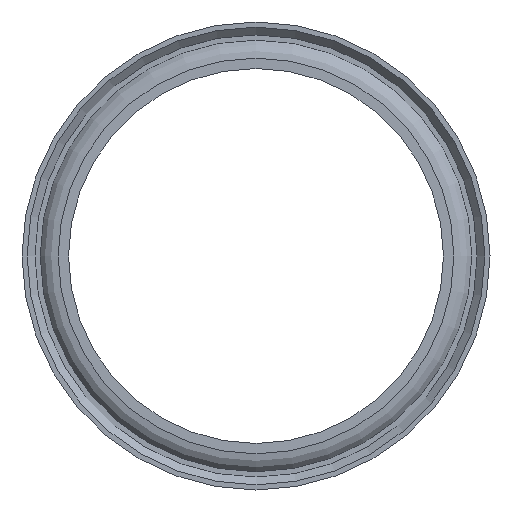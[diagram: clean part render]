
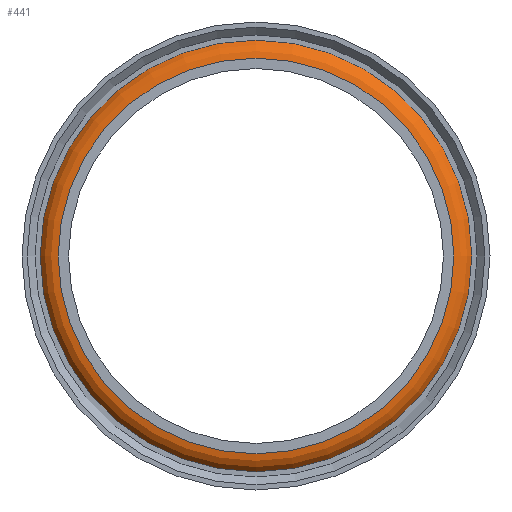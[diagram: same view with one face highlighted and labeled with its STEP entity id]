
A CAD part, front view. The second image highlights one B-rep face of the part: STEP entity #441.
In plain terms, the highlighted toroidal (fillet/blend) face has major radius 765 mm and minor radius 80 mm.
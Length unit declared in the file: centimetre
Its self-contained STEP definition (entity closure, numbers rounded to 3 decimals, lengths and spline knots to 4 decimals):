
#95=TOROIDAL_SURFACE('',#490,76.5,8.);
#121=FACE_OUTER_BOUND('',#152,.T.);
#152=EDGE_LOOP('',(#364,#365,#366,#367));
#185=CIRCLE('',#489,83.4282);
#186=CIRCLE('',#491,76.5);
#187=CIRCLE('',#492,8.);
#234=VERTEX_POINT('',#784);
#235=VERTEX_POINT('',#787);
#280=EDGE_CURVE('',#234,#234,#185,.T.);
#281=EDGE_CURVE('',#235,#235,#186,.T.);
#282=EDGE_CURVE('',#235,#234,#187,.T.);
#364=ORIENTED_EDGE('',*,*,#281,.F.);
#365=ORIENTED_EDGE('',*,*,#282,.T.);
#366=ORIENTED_EDGE('',*,*,#280,.T.);
#367=ORIENTED_EDGE('',*,*,#282,.F.);
#441=ADVANCED_FACE('',(#121),#95,.T.);
#489=AXIS2_PLACEMENT_3D('',#785,#618,#619);
#490=AXIS2_PLACEMENT_3D('',#786,#620,#621);
#491=AXIS2_PLACEMENT_3D('',#788,#622,#623);
#492=AXIS2_PLACEMENT_3D('',#789,#624,#625);
#618=DIRECTION('center_axis',(0.,-1.,0.));
#619=DIRECTION('ref_axis',(1.,0.,0.));
#620=DIRECTION('center_axis',(0.,-1.,0.));
#621=DIRECTION('ref_axis',(0.,0.,-1.));
#622=DIRECTION('center_axis',(0.,-1.,0.));
#623=DIRECTION('ref_axis',(1.,0.,0.));
#624=DIRECTION('center_axis',(-1.,0.,0.));
#625=DIRECTION('ref_axis',(0.,0.,1.));
#784=CARTESIAN_POINT('',(124.1751,19.6223,83.4282));
#785=CARTESIAN_POINT('Origin',(124.1751,19.6223,0.));
#786=CARTESIAN_POINT('Origin',(124.1751,23.6223,0.));
#787=CARTESIAN_POINT('',(124.1751,15.6223,76.5));
#788=CARTESIAN_POINT('Origin',(124.1751,15.6223,0.));
#789=CARTESIAN_POINT('Origin',(124.1751,23.6223,76.5));
